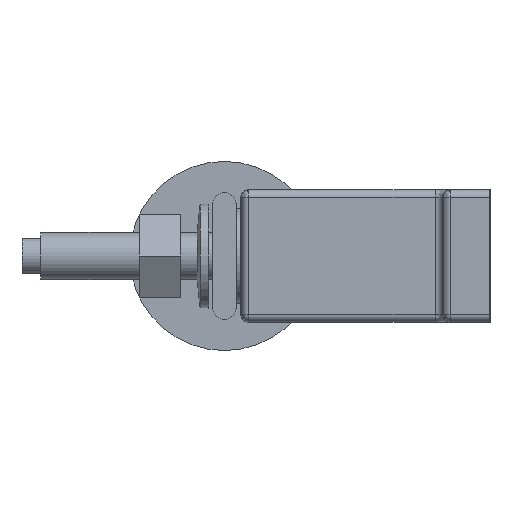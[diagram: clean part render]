
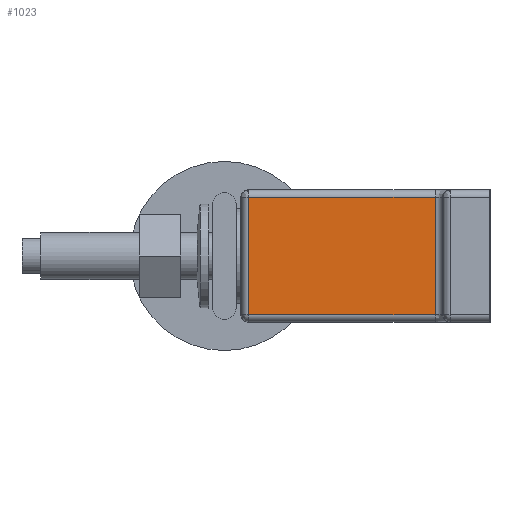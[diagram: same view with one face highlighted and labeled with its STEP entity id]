
A CAD part, left-side view. The second image highlights one B-rep face of the part: STEP entity #1023.
In plain terms, the highlighted planar face has unit normal (-1, 0, 0).
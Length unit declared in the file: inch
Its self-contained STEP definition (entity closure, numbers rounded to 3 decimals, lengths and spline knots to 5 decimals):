
#41 = VERTEX_POINT ( 'NONE', #5061 ) ;
#116 = CARTESIAN_POINT ( 'NONE',  ( -0.35, 0.61875, 0. ) ) ;
#405 = EDGE_LOOP ( 'NONE', ( #2992, #4617, #4383, #1024 ) ) ;
#589 = PLANE ( 'NONE',  #2571 ) ;
#673 = LINE ( 'NONE', #1069, #4787 ) ;
#812 = EDGE_CURVE ( 'NONE', #2999, #2518, #4299, .T. ) ;
#1018 = LINE ( 'NONE', #4020, #1841 ) ;
#1023 = ADVANCED_FACE ( 'NONE', ( #4609 ), #589, .T. ) ;
#1024 = ORIENTED_EDGE ( 'NONE', *, *, #1367, .T. ) ;
#1069 = CARTESIAN_POINT ( 'NONE',  ( -0.35, -0.40875, 0.31 ) ) ;
#1205 = DIRECTION ( 'NONE',  ( 0., -1., 0. ) ) ;
#1323 = DIRECTION ( 'NONE',  ( -1., 0., 0. ) ) ;
#1337 = EDGE_CURVE ( 'NONE', #4675, #41, #1417, .T. ) ;
#1367 = EDGE_CURVE ( 'NONE', #2518, #4675, #1018, .T. ) ;
#1417 = LINE ( 'NONE', #3165, #3447 ) ;
#1557 = DIRECTION ( 'NONE',  ( 0., 0., 1. ) ) ;
#1721 = CARTESIAN_POINT ( 'NONE',  ( -0.35, -0.40875, 0. ) ) ;
#1743 = CARTESIAN_POINT ( 'NONE',  ( -0.35, 0.61875, -0.31 ) ) ;
#1776 = CARTESIAN_POINT ( 'NONE',  ( -0.35, -0.36875, -0.31 ) ) ;
#1841 = VECTOR ( 'NONE', #1205, 39.37008 ) ;
#2121 = DIRECTION ( 'NONE',  ( 0., 0., -1. ) ) ;
#2518 = VERTEX_POINT ( 'NONE', #1743 ) ;
#2571 = AXIS2_PLACEMENT_3D ( 'NONE', #1721, #1323, #4586 ) ;
#2992 = ORIENTED_EDGE ( 'NONE', *, *, #1337, .T. ) ;
#2999 = VERTEX_POINT ( 'NONE', #5039 ) ;
#3165 = CARTESIAN_POINT ( 'NONE',  ( -0.35, -0.36875, 0. ) ) ;
#3224 = VECTOR ( 'NONE', #2121, 39.37008 ) ;
#3447 = VECTOR ( 'NONE', #1557, 39.37008 ) ;
#4020 = CARTESIAN_POINT ( 'NONE',  ( -0.35, -0.40875, -0.31 ) ) ;
#4299 = LINE ( 'NONE', #116, #3224 ) ;
#4383 = ORIENTED_EDGE ( 'NONE', *, *, #812, .T. ) ;
#4586 = DIRECTION ( 'NONE',  ( 0., 0., 1. ) ) ;
#4609 = FACE_OUTER_BOUND ( 'NONE', #405, .T. ) ;
#4617 = ORIENTED_EDGE ( 'NONE', *, *, #4715, .T. ) ;
#4621 = DIRECTION ( 'NONE',  ( 0., 1., 0. ) ) ;
#4675 = VERTEX_POINT ( 'NONE', #1776 ) ;
#4715 = EDGE_CURVE ( 'NONE', #41, #2999, #673, .T. ) ;
#4787 = VECTOR ( 'NONE', #4621, 39.37008 ) ;
#5039 = CARTESIAN_POINT ( 'NONE',  ( -0.35, 0.61875, 0.31 ) ) ;
#5061 = CARTESIAN_POINT ( 'NONE',  ( -0.35, -0.36875, 0.31 ) ) ;
